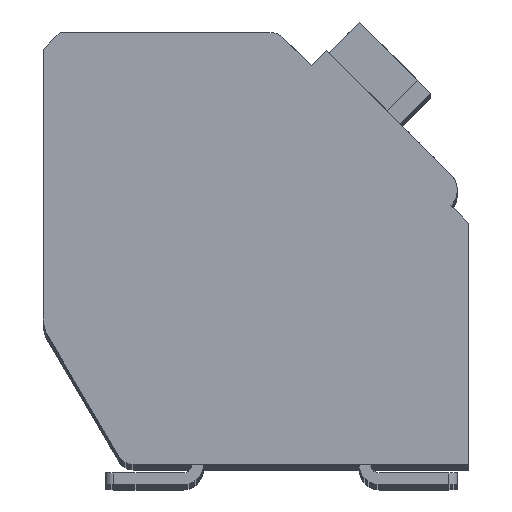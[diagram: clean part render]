
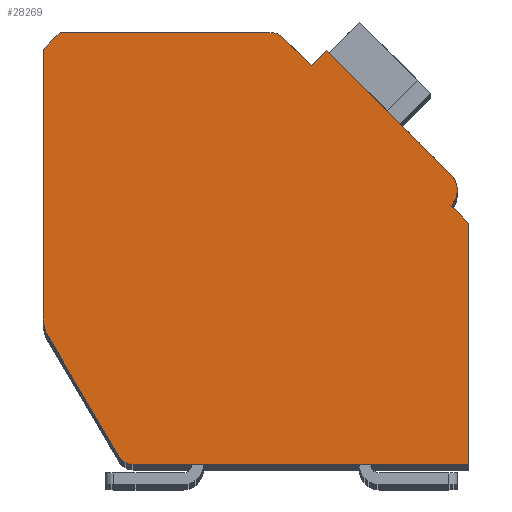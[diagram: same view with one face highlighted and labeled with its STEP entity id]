
A CAD part, top view. The second image highlights one B-rep face of the part: STEP entity #28269.
In plain terms, the highlighted planar face has unit normal (0, 0, 1).
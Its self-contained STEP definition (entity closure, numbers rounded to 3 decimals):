
#1031=DIRECTION('',(0.,-1.,0.));
#1032=VECTOR('',#1031,8.053);
#1033=CARTESIAN_POINT('',(-12.7,12.4,2.1));
#1034=LINE('',#1033,#1032);
#1035=DIRECTION('',(-0.707,-0.707,0.));
#1036=VECTOR('',#1035,0.707);
#1037=CARTESIAN_POINT('',(-12.2,12.9,2.1));
#1038=LINE('',#1037,#1036);
#1039=DIRECTION('',(-1.,0.,0.));
#1040=VECTOR('',#1039,6.298);
#1041=CARTESIAN_POINT('',(-5.902,12.9,2.1));
#1042=LINE('',#1041,#1040);
#1043=CARTESIAN_POINT('',(-5.902,12.4,2.1));
#1044=DIRECTION('',(0.,0.,1.));
#1045=DIRECTION('',(0.707,0.707,0.));
#1046=AXIS2_PLACEMENT_3D('',#1043,#1044,#1045);
#1048=DIRECTION('',(-0.707,0.707,0.));
#1049=VECTOR('',#1048,1.197);
#1050=CARTESIAN_POINT('',(-4.702,11.907,2.1));
#1051=LINE('',#1050,#1049);
#1052=DIRECTION('',(-0.707,-0.707,0.));
#1053=VECTOR('',#1052,0.65);
#1054=CARTESIAN_POINT('',(-4.243,12.367,2.1));
#1055=LINE('',#1054,#1053);
#1056=DIRECTION('',(-0.707,0.707,0.));
#1057=VECTOR('',#1056,5.25);
#1058=CARTESIAN_POINT('',(-0.53,8.655,2.1));
#1059=LINE('',#1058,#1057);
#1060=CARTESIAN_POINT('',(-0.99,8.195,2.1));
#1061=DIRECTION('',(0.,0.,1.));
#1062=DIRECTION('',(0.707,-0.707,0.));
#1063=AXIS2_PLACEMENT_3D('',#1060,#1061,#1062);
#1065=DIRECTION('',(-0.707,0.707,0.));
#1066=VECTOR('',#1065,0.75);
#1067=CARTESIAN_POINT('',(0.,7.205,2.1));
#1068=LINE('',#1067,#1066);
#1069=DIRECTION('',(0.,1.,0.));
#1070=VECTOR('',#1069,7.205);
#1071=CARTESIAN_POINT('',(0.,0.,2.1));
#1072=LINE('',#1071,#1070);
#1073=DIRECTION('',(1.,0.,0.));
#1074=VECTOR('',#1073,10.014);
#1075=CARTESIAN_POINT('',(-10.014,0.,2.1));
#1076=LINE('',#1075,#1074);
#1077=CARTESIAN_POINT('',(-10.014,0.5,2.1));
#1078=DIRECTION('',(0.,0.,1.));
#1079=DIRECTION('',(-0.862,-0.508,0.));
#1080=AXIS2_PLACEMENT_3D('',#1077,#1078,#1079);
#1082=DIRECTION('',(0.508,-0.862,0.));
#1083=VECTOR('',#1082,4.17);
#1084=CARTESIAN_POINT('',(-12.562,3.839,2.1));
#1085=LINE('',#1084,#1083);
#1086=CARTESIAN_POINT('',(-11.7,4.347,2.1));
#1087=DIRECTION('',(0.,0.,1.));
#1088=DIRECTION('',(-1.,0.,0.));
#1089=AXIS2_PLACEMENT_3D('',#1086,#1087,#1088);
#20927=CARTESIAN_POINT('',(-12.7,12.4,2.1));
#20928=CARTESIAN_POINT('',(-12.7,4.347,2.1));
#20929=VERTEX_POINT('',#20927);
#20930=VERTEX_POINT('',#20928);
#20931=CARTESIAN_POINT('',(-12.562,3.839,2.1));
#20932=VERTEX_POINT('',#20931);
#20933=CARTESIAN_POINT('',(-10.445,0.246,2.1));
#20934=VERTEX_POINT('',#20933);
#20935=CARTESIAN_POINT('',(-10.014,0.,2.1));
#20936=VERTEX_POINT('',#20935);
#20937=CARTESIAN_POINT('',(0.,0.,2.1));
#20938=VERTEX_POINT('',#20937);
#20939=CARTESIAN_POINT('',(0.,7.205,2.1));
#20940=VERTEX_POINT('',#20939);
#20941=CARTESIAN_POINT('',(-0.53,7.735,2.1));
#20942=VERTEX_POINT('',#20941);
#20943=CARTESIAN_POINT('',(-0.53,8.655,2.1));
#20944=VERTEX_POINT('',#20943);
#20945=CARTESIAN_POINT('',(-4.243,12.367,2.1));
#20946=VERTEX_POINT('',#20945);
#20947=CARTESIAN_POINT('',(-4.702,11.907,2.1));
#20948=VERTEX_POINT('',#20947);
#20949=CARTESIAN_POINT('',(-5.548,12.754,2.1));
#20950=VERTEX_POINT('',#20949);
#20951=CARTESIAN_POINT('',(-5.902,12.9,2.1));
#20952=VERTEX_POINT('',#20951);
#20953=CARTESIAN_POINT('',(-12.2,12.9,2.1));
#20954=VERTEX_POINT('',#20953);
#28237=CARTESIAN_POINT('',(0.,0.,2.1));
#28238=DIRECTION('',(0.,0.,1.));
#28239=DIRECTION('',(1.,0.,0.));
#28240=AXIS2_PLACEMENT_3D('',#28237,#28238,#28239);
#28241=PLANE('',#28240);
#28242=ORIENTED_EDGE('',*,*,#27306,.F.);
#28244=ORIENTED_EDGE('',*,*,#28243,.F.);
#28246=ORIENTED_EDGE('',*,*,#28245,.F.);
#28248=ORIENTED_EDGE('',*,*,#28247,.F.);
#28250=ORIENTED_EDGE('',*,*,#28249,.F.);
#28252=ORIENTED_EDGE('',*,*,#28251,.F.);
#28254=ORIENTED_EDGE('',*,*,#28253,.F.);
#28256=ORIENTED_EDGE('',*,*,#28255,.F.);
#28258=ORIENTED_EDGE('',*,*,#28257,.F.);
#28260=ORIENTED_EDGE('',*,*,#28259,.F.);
#28262=ORIENTED_EDGE('',*,*,#28261,.F.);
#28264=ORIENTED_EDGE('',*,*,#28263,.F.);
#28265=ORIENTED_EDGE('',*,*,#27803,.F.);
#28266=ORIENTED_EDGE('',*,*,#27486,.F.);
#28267=EDGE_LOOP('',(#28242,#28244,#28246,#28248,#28250,#28252,#28254,#28256,
#28258,#28260,#28262,#28264,#28265,#28266));
#28268=FACE_OUTER_BOUND('',#28267,.F.);
#1047=CIRCLE('',#1046,0.5);
#1064=CIRCLE('',#1063,0.65);
#1081=CIRCLE('',#1080,0.5);
#1090=CIRCLE('',#1089,1.);
#27306=EDGE_CURVE('',#20929,#20930,#1034,.T.);
#27486=EDGE_CURVE('',#20930,#20932,#1090,.T.);
#27803=EDGE_CURVE('',#20932,#20934,#1085,.T.);
#28243=EDGE_CURVE('',#20954,#20929,#1038,.T.);
#28245=EDGE_CURVE('',#20952,#20954,#1042,.T.);
#28247=EDGE_CURVE('',#20950,#20952,#1047,.T.);
#28249=EDGE_CURVE('',#20948,#20950,#1051,.T.);
#28251=EDGE_CURVE('',#20946,#20948,#1055,.T.);
#28253=EDGE_CURVE('',#20944,#20946,#1059,.T.);
#28255=EDGE_CURVE('',#20942,#20944,#1064,.T.);
#28257=EDGE_CURVE('',#20940,#20942,#1068,.T.);
#28259=EDGE_CURVE('',#20938,#20940,#1072,.T.);
#28261=EDGE_CURVE('',#20936,#20938,#1076,.T.);
#28263=EDGE_CURVE('',#20934,#20936,#1081,.T.);
#28269=ADVANCED_FACE('',(#28268),#28241,.T.);
